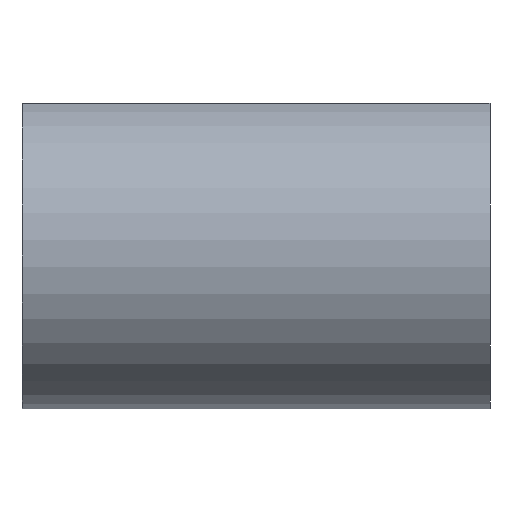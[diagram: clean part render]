
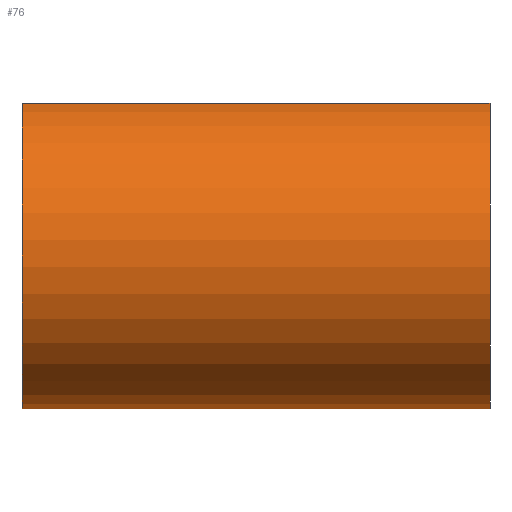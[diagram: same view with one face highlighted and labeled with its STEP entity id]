
A CAD part, left-side view. The second image highlights one B-rep face of the part: STEP entity #76.
In plain terms, the highlighted cylindrical face has radius 6.337 mm (diameter 12.675 mm), a partial arc.
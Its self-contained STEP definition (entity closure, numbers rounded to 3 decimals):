
#76 = ADVANCED_FACE( '', ( #89 ), #90, .T. );
#89 = FACE_OUTER_BOUND( '', #111, .T. );
#90 = CYLINDRICAL_SURFACE( '', #112, 6.337 );
#111 = EDGE_LOOP( '', ( #141, #142, #143, #144 ) );
#112 = AXIS2_PLACEMENT_3D( '', #145, #146, #147 );
#141 = ORIENTED_EDGE( '', *, *, #209, .T. );
#142 = ORIENTED_EDGE( '', *, *, #216, .T. );
#143 = ORIENTED_EDGE( '', *, *, #217, .F. );
#144 = ORIENTED_EDGE( '', *, *, #218, .T. );
#145 = CARTESIAN_POINT( '', ( 0., -19.05, 0. ) );
#146 = DIRECTION( '', ( 0., -1., 0. ) );
#147 = DIRECTION( '', ( 0., 0., 1. ) );
#209 = EDGE_CURVE( '', #235, #233, #236, .T. );
#216 = EDGE_CURVE( '', #233, #248, #249, .T. );
#217 = EDGE_CURVE( '', #250, #248, #251, .T. );
#218 = EDGE_CURVE( '', #250, #235, #252, .F. );
#233 = VERTEX_POINT( '', #273 );
#235 = VERTEX_POINT( '', #276 );
#236 = CIRCLE( '', #277, 6.337 );
#248 = VERTEX_POINT( '', #294 );
#249 = LINE( '', #295, #296 );
#250 = VERTEX_POINT( '', #297 );
#251 = CIRCLE( '', #298, 6.337 );
#252 = LINE( '', #299, #300 );
#273 = CARTESIAN_POINT( '', ( -1.626, -19.05, 6.125 ) );
#276 = CARTESIAN_POINT( '', ( 1.626, -19.05, 6.125 ) );
#277 = AXIS2_PLACEMENT_3D( '', #333, #334, #335 );
#294 = CARTESIAN_POINT( '', ( -1.626, 0., 6.125 ) );
#295 = CARTESIAN_POINT( '', ( -1.626, -19.05, 6.125 ) );
#296 = VECTOR( '', #344, 1000. );
#297 = CARTESIAN_POINT( '', ( 1.626, 0., 6.125 ) );
#298 = AXIS2_PLACEMENT_3D( '', #345, #346, #347 );
#299 = CARTESIAN_POINT( '', ( 1.626, -19.05, 6.125 ) );
#300 = VECTOR( '', #348, 1000. );
#333 = CARTESIAN_POINT( '', ( 0., -19.05, 0. ) );
#334 = DIRECTION( '', ( 0., 1., 0. ) );
#335 = DIRECTION( '', ( 1., 0., 0. ) );
#344 = DIRECTION( '', ( 0., 1., 0. ) );
#345 = CARTESIAN_POINT( '', ( 0., 0., 0. ) );
#346 = DIRECTION( '', ( 0., 1., 0. ) );
#347 = DIRECTION( '', ( 1., 0., 0. ) );
#348 = DIRECTION( '', ( 0., 1., 0. ) );
